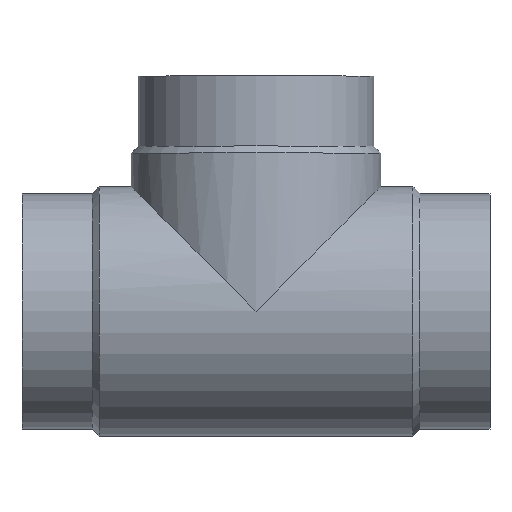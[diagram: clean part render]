
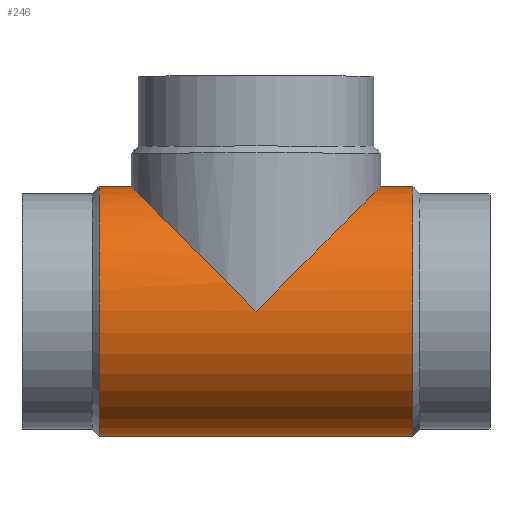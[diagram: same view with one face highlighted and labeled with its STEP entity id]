
A CAD part, top view. The second image highlights one B-rep face of the part: STEP entity #246.
In plain terms, the highlighted cylindrical face has radius 238.35 mm (diameter 476.7 mm), a partial arc.
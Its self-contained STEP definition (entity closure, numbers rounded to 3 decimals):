
#172 = VERTEX_POINT( '', #414 );
#176 = VERTEX_POINT( '', #418 );
#182 = VERTEX_POINT( '', #424 );
#184 = EDGE_CURVE( '', #312, #248, #426, .T. );
#188 = EDGE_CURVE( '', #172, #312, #430, .T. );
#206 = EDGE_CURVE( '', #176, #276, #451, .T. );
#246 = ADVANCED_FACE( '', ( #499 ), #500, .T. );
#248 = VERTEX_POINT( '', #502 );
#270 = EDGE_CURVE( '', #182, #294, #527, .T. );
#276 = VERTEX_POINT( '', #533 );
#282 = EDGE_CURVE( '', #248, #176, #539, .T. );
#294 = VERTEX_POINT( '', #554 );
#312 = VERTEX_POINT( '', #573 );
#324 = EDGE_CURVE( '', #172, #294, #586, .T. );
#352 = EDGE_CURVE( '', #276, #182, #619, .T. );
#414 = CARTESIAN_POINT( '', ( -747.65, -238.35, 0. ) );
#418 = CARTESIAN_POINT( '', ( -209.15, 238.35, 0. ) );
#424 = CARTESIAN_POINT( '', ( -685.85, 238.35, 0. ) );
#426 = CIRCLE( '', #702, 238.35 );
#430 = LINE( '', #709, #710 );
#451 = ELLIPSE( '', #737, 337.078, 238.35 );
#499 = FACE_OUTER_BOUND( '', #796, .T. );
#500 = CYLINDRICAL_SURFACE( '', #797, 238.35 );
#502 = CARTESIAN_POINT( '', ( -147.35, 238.35, 0. ) );
#527 = LINE( '', #829, #830 );
#533 = CARTESIAN_POINT( '', ( -447.5, 0., 238.35 ) );
#539 = LINE( '', #848, #849 );
#554 = CARTESIAN_POINT( '', ( -747.65, 238.35, 0. ) );
#573 = CARTESIAN_POINT( '', ( -147.35, -238.35, 0. ) );
#586 = CIRCLE( '', #906, 238.35 );
#619 = ELLIPSE( '', #951, 337.078, 238.35 );
#702 = AXIS2_PLACEMENT_3D( '', #1007, #1008, #1009 );
#709 = CARTESIAN_POINT( '', ( -447.5, -238.35, 0. ) );
#710 = VECTOR( '', #1011, 1. );
#737 = AXIS2_PLACEMENT_3D( '', #1044, #1045, #1046 );
#796 = EDGE_LOOP( '', ( #1127, #1128, #1129, #1130, #1131, #1132, #1133 ) );
#797 = AXIS2_PLACEMENT_3D( '', #1134, #1135, #1136 );
#829 = CARTESIAN_POINT( '', ( -447.5, 238.35, 0. ) );
#830 = VECTOR( '', #1168, 1. );
#848 = CARTESIAN_POINT( '', ( -447.5, 238.35, 0. ) );
#849 = VECTOR( '', #1174, 1. );
#906 = AXIS2_PLACEMENT_3D( '', #1230, #1231, #1232 );
#951 = AXIS2_PLACEMENT_3D( '', #1278, #1279, #1280 );
#1007 = CARTESIAN_POINT( '', ( -147.35, 0., 0. ) );
#1008 = DIRECTION( '', ( -1., 0., 0. ) );
#1009 = DIRECTION( '', ( 0., 1., 0. ) );
#1011 = DIRECTION( '', ( 1., 0., 0. ) );
#1044 = CARTESIAN_POINT( '', ( -447.5, 0., 0. ) );
#1045 = DIRECTION( '', ( 0.707, -0.707, 0. ) );
#1046 = DIRECTION( '', ( 0.707, 0.707, 0. ) );
#1127 = ORIENTED_EDGE( '', *, *, #282, .T. );
#1128 = ORIENTED_EDGE( '', *, *, #206, .T. );
#1129 = ORIENTED_EDGE( '', *, *, #352, .T. );
#1130 = ORIENTED_EDGE( '', *, *, #270, .T. );
#1131 = ORIENTED_EDGE( '', *, *, #324, .F. );
#1132 = ORIENTED_EDGE( '', *, *, #188, .T. );
#1133 = ORIENTED_EDGE( '', *, *, #184, .T. );
#1134 = CARTESIAN_POINT( '', ( -447.5, 0., 0. ) );
#1135 = DIRECTION( '', ( 1., 0., 0. ) );
#1136 = DIRECTION( '', ( 0., 1., 0. ) );
#1168 = DIRECTION( '', ( -1., 0., 0. ) );
#1174 = DIRECTION( '', ( -1., 0., 0. ) );
#1230 = CARTESIAN_POINT( '', ( -747.65, 0., 0. ) );
#1231 = DIRECTION( '', ( -1., 0., 0. ) );
#1232 = DIRECTION( '', ( 0., 1., 0. ) );
#1278 = CARTESIAN_POINT( '', ( -447.5, 0., 0. ) );
#1279 = DIRECTION( '', ( -0.707, -0.707, 0. ) );
#1280 = DIRECTION( '', ( 0.707, -0.707, 0. ) );
